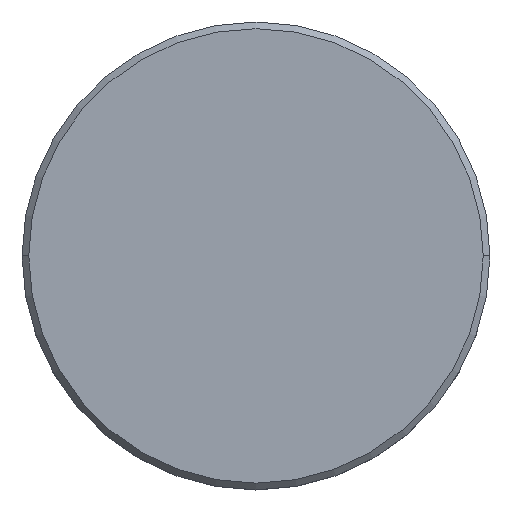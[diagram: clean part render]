
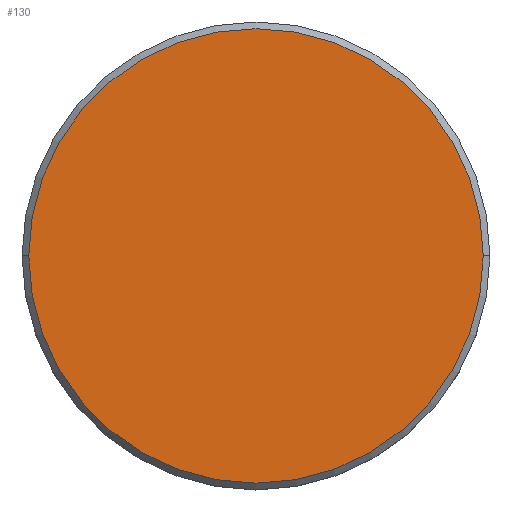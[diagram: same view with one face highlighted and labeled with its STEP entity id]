
A CAD part, top view. The second image highlights one B-rep face of the part: STEP entity #130.
In plain terms, the highlighted planar face has unit normal (0, 0, 1).
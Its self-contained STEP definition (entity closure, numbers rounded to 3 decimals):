
#16 = EDGE_LOOP ( 'NONE', ( #957, #394 ) ) ;
#38 = DIRECTION ( 'NONE',  ( 1., 0., 0. ) ) ;
#130 = ADVANCED_FACE ( 'NONE', ( #939 ), #474, .T. ) ;
#140 = AXIS2_PLACEMENT_3D ( 'NONE', #1018, #926, #789 ) ;
#237 = CARTESIAN_POINT ( 'NONE',  ( 0., 0., 0. ) ) ;
#240 = VERTEX_POINT ( 'NONE', #629 ) ;
#243 = DIRECTION ( 'NONE',  ( 0., 0., 1. ) ) ;
#265 = EDGE_CURVE ( 'NONE', #240, #1131, #727, .T. ) ;
#305 = AXIS2_PLACEMENT_3D ( 'NONE', #237, #243, #426 ) ;
#340 = EDGE_CURVE ( 'NONE', #1131, #240, #403, .T. ) ;
#385 = CARTESIAN_POINT ( 'NONE',  ( -17., 0., 0. ) ) ;
#394 = ORIENTED_EDGE ( 'NONE', *, *, #265, .T. ) ;
#403 = CIRCLE ( 'NONE', #645, 17. ) ;
#426 = DIRECTION ( 'NONE',  ( 1., 0., 0. ) ) ;
#474 = PLANE ( 'NONE',  #140 ) ;
#499 = DIRECTION ( 'NONE',  ( 0., 0., 1. ) ) ;
#629 = CARTESIAN_POINT ( 'NONE',  ( 17., 0., 0. ) ) ;
#645 = AXIS2_PLACEMENT_3D ( 'NONE', #1117, #499, #38 ) ;
#727 = CIRCLE ( 'NONE', #305, 17. ) ;
#789 = DIRECTION ( 'NONE',  ( 1., 0., 0. ) ) ;
#926 = DIRECTION ( 'NONE',  ( 0., 0., 1. ) ) ;
#939 = FACE_OUTER_BOUND ( 'NONE', #16, .T. ) ;
#957 = ORIENTED_EDGE ( 'NONE', *, *, #340, .T. ) ;
#1018 = CARTESIAN_POINT ( 'NONE',  ( 0., 0., 0. ) ) ;
#1117 = CARTESIAN_POINT ( 'NONE',  ( 0., 0., 0. ) ) ;
#1131 = VERTEX_POINT ( 'NONE', #385 ) ;
